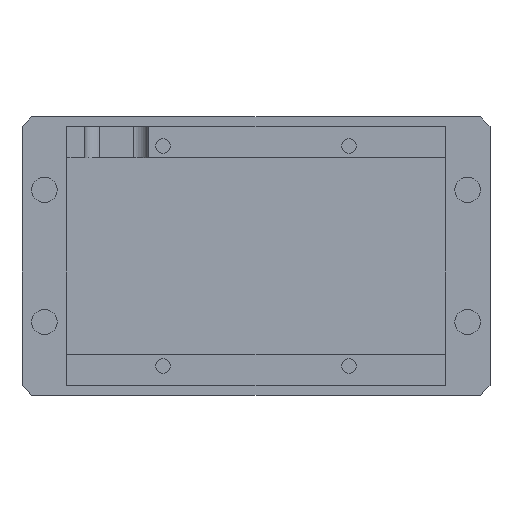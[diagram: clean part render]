
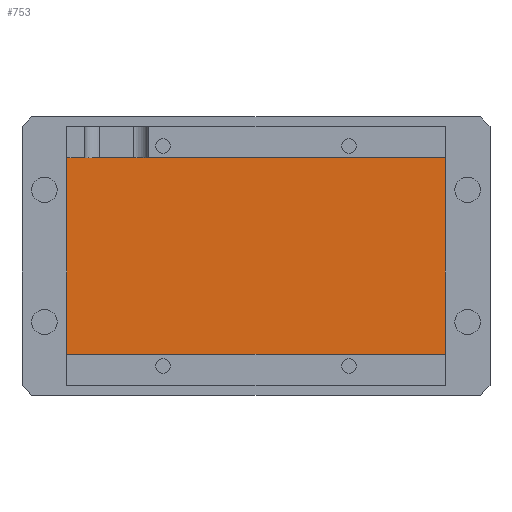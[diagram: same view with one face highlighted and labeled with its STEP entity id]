
A CAD part, top view. The second image highlights one B-rep face of the part: STEP entity #753.
In plain terms, the highlighted planar face has unit normal (0, 0, 1).
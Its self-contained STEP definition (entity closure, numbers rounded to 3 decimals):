
#295 = VERTEX_POINT('',#296);
#296 = CARTESIAN_POINT('',(-32.14,20.15,0.));
#319 = VERTEX_POINT('',#320);
#320 = CARTESIAN_POINT('',(-25.14,20.15,0.));
#345 = EDGE_CURVE('',#319,#295,#346,.T.);
#346 = LINE('',#347,#348);
#347 = CARTESIAN_POINT('',(-22.14,20.15,0.));
#348 = VECTOR('',#349,1.);
#349 = DIRECTION('',(-1.,0.,0.));
#631 = VERTEX_POINT('',#632);
#632 = CARTESIAN_POINT('',(-38.8,20.15,0.));
#638 = EDGE_CURVE('',#639,#631,#641,.T.);
#639 = VERTEX_POINT('',#640);
#640 = CARTESIAN_POINT('',(-35.14,20.15,0.));
#641 = LINE('',#642,#643);
#642 = CARTESIAN_POINT('',(38.8,20.15,0.));
#643 = VECTOR('',#644,1.);
#644 = DIRECTION('',(-1.,0.,0.));
#646 = EDGE_CURVE('',#639,#295,#647,.T.);
#647 = LINE('',#648,#649);
#648 = CARTESIAN_POINT('',(8.33,20.15,0.));
#649 = VECTOR('',#650,1.);
#650 = DIRECTION('',(1.,-0.,-0.));
#680 = EDGE_CURVE('',#681,#319,#683,.T.);
#681 = VERTEX_POINT('',#682);
#682 = CARTESIAN_POINT('',(-22.14,20.15,0.));
#683 = LINE('',#684,#685);
#684 = CARTESIAN_POINT('',(-22.14,20.15,0.));
#685 = VECTOR('',#686,1.);
#686 = DIRECTION('',(-1.,0.,0.));
#688 = EDGE_CURVE('',#689,#681,#691,.T.);
#689 = VERTEX_POINT('',#690);
#690 = CARTESIAN_POINT('',(38.8,20.15,0.));
#691 = LINE('',#692,#693);
#692 = CARTESIAN_POINT('',(38.8,20.15,0.));
#693 = VECTOR('',#694,1.);
#694 = DIRECTION('',(-1.,0.,0.));
#753 = ADVANCED_FACE('',(#754),#783,.T.);
#754 = FACE_BOUND('',#755,.T.);
#755 = EDGE_LOOP('',(#756,#764,#772,#778,#779,#780,#781,#782));
#756 = ORIENTED_EDGE('',*,*,#757,.F.);
#757 = EDGE_CURVE('',#758,#631,#760,.T.);
#758 = VERTEX_POINT('',#759);
#759 = CARTESIAN_POINT('',(-38.8,-20.15,0.));
#760 = LINE('',#761,#762);
#761 = CARTESIAN_POINT('',(-38.8,-26.55,0.));
#762 = VECTOR('',#763,1.);
#763 = DIRECTION('',(0.,1.,0.));
#764 = ORIENTED_EDGE('',*,*,#765,.T.);
#765 = EDGE_CURVE('',#758,#766,#768,.T.);
#766 = VERTEX_POINT('',#767);
#767 = CARTESIAN_POINT('',(38.8,-20.15,0.));
#768 = LINE('',#769,#770);
#769 = CARTESIAN_POINT('',(-38.8,-20.15,0.));
#770 = VECTOR('',#771,1.);
#771 = DIRECTION('',(1.,0.,0.));
#772 = ORIENTED_EDGE('',*,*,#773,.F.);
#773 = EDGE_CURVE('',#689,#766,#774,.T.);
#774 = LINE('',#775,#776);
#775 = CARTESIAN_POINT('',(38.8,26.55,0.));
#776 = VECTOR('',#777,1.);
#777 = DIRECTION('',(0.,-1.,0.));
#778 = ORIENTED_EDGE('',*,*,#688,.T.);
#779 = ORIENTED_EDGE('',*,*,#680,.T.);
#780 = ORIENTED_EDGE('',*,*,#345,.T.);
#781 = ORIENTED_EDGE('',*,*,#646,.F.);
#782 = ORIENTED_EDGE('',*,*,#638,.T.);
#783 = PLANE('',#784);
#784 = AXIS2_PLACEMENT_3D('',#785,#786,#787);
#785 = CARTESIAN_POINT('',(0.,0.,0.));
#786 = DIRECTION('',(0.,0.,1.));
#787 = DIRECTION('',(1.,0.,0.));
